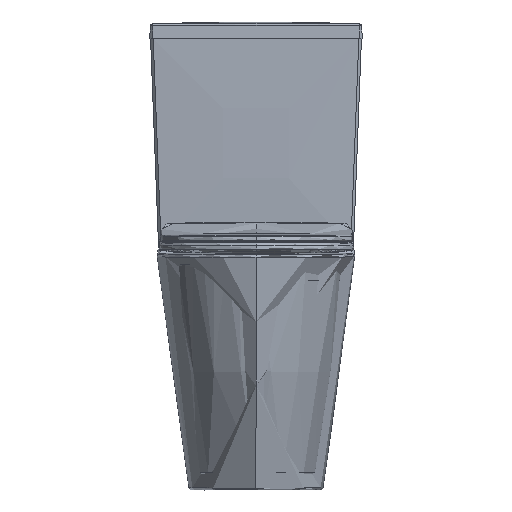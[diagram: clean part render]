
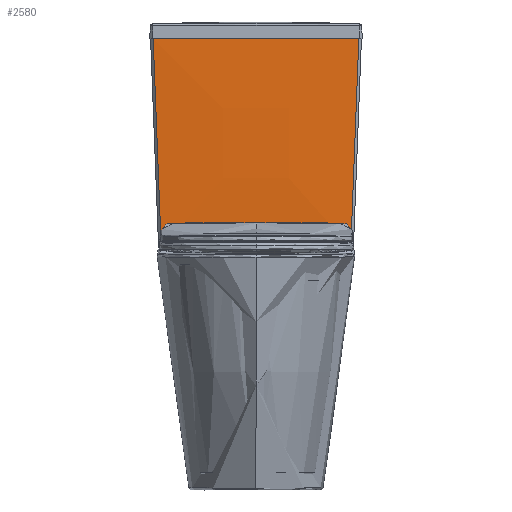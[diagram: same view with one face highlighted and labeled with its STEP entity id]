
A CAD part, front view. The second image highlights one B-rep face of the part: STEP entity #2580.
In plain terms, the highlighted free-form (B-spline) face has degree [3, 3] with [4, 4] control points.
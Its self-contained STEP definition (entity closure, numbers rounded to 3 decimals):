
#351=B_SPLINE_SURFACE_WITH_KNOTS('',3,3,((#150363,#150364,#150365,#150366),
(#150367,#150368,#150369,#150370),(#150371,#150372,#150373,#150374),(#150375,
#150376,#150377,#150378)),.UNSPECIFIED.,.F.,.F.,.F.,(4,4),(4,4),(0.,402.844),
(0.,396.436),.UNSPECIFIED.);
#2580=ADVANCED_FACE('',(#4583),#351,.T.);
#4583=FACE_OUTER_BOUND('',#6652,.T.);
#6652=EDGE_LOOP('',(#16578,#16579,#16580,#16581));
#16578=ORIENTED_EDGE('',*,*,#21551,.F.);
#16579=ORIENTED_EDGE('',*,*,#21559,.T.);
#16580=ORIENTED_EDGE('',*,*,#21412,.F.);
#16581=ORIENTED_EDGE('',*,*,#21560,.F.);
#21412=EDGE_CURVE('',#29476,#29477,#25353,.T.);
#21551=EDGE_CURVE('',#29566,#29567,#25439,.T.);
#21559=EDGE_CURVE('',#29566,#29477,#25444,.T.);
#21560=EDGE_CURVE('',#29567,#29476,#25445,.T.);
#25353=B_SPLINE_CURVE_WITH_KNOTS('',3,(#150518,#150519,#150520,#150521),
 .UNSPECIFIED.,.F.,.F.,(4,4),(0.,380.6),.UNSPECIFIED.);
#25439=B_SPLINE_CURVE_WITH_KNOTS('',3,(#151070,#151071,#151072,#151073),
 .UNSPECIFIED.,.F.,.F.,(4,4),(0.,350.876),.UNSPECIFIED.);
#25444=B_SPLINE_CURVE_WITH_KNOTS('',3,(#151104,#151105,#151106,#151107,
#151108,#151109,#151110),.UNSPECIFIED.,.F.,.F.,(4,1,1,1,4),(0.,96.835,
193.671,290.506,387.341),.UNSPECIFIED.);
#25445=B_SPLINE_CURVE_WITH_KNOTS('',3,(#151111,#151112,#151113,#151114,
#151115,#151116,#151117),.UNSPECIFIED.,.F.,.F.,(4,1,1,1,4),(-387.341,
-290.506,-193.671,-96.835,0.),.UNSPECIFIED.);
#29476=VERTEX_POINT('',#150393);
#29477=VERTEX_POINT('',#150394);
#29566=VERTEX_POINT('',#150483);
#29567=VERTEX_POINT('',#150484);
#150363=CARTESIAN_POINT('',(-198.104,7.741,142.964));
#150364=CARTESIAN_POINT('',(-66.111,7.741,148.451));
#150365=CARTESIAN_POINT('',(66.111,7.741,148.451));
#150366=CARTESIAN_POINT('',(198.104,7.741,142.964));
#150367=CARTESIAN_POINT('',(-192.869,-126.432,141.587));
#150368=CARTESIAN_POINT('',(-64.368,-126.432,147.074));
#150369=CARTESIAN_POINT('',(64.368,-126.432,147.074));
#150370=CARTESIAN_POINT('',(192.869,-126.432,141.587));
#150371=CARTESIAN_POINT('',(-187.635,-260.604,140.211));
#150372=CARTESIAN_POINT('',(-62.625,-260.604,145.698));
#150373=CARTESIAN_POINT('',(62.625,-260.604,145.698));
#150374=CARTESIAN_POINT('',(187.635,-260.604,140.211));
#150375=CARTESIAN_POINT('',(-182.4,-394.776,138.835));
#150376=CARTESIAN_POINT('',(-60.883,-394.776,144.322));
#150377=CARTESIAN_POINT('',(60.883,-394.776,144.322));
#150378=CARTESIAN_POINT('',(182.4,-394.776,138.835));
#150393=CARTESIAN_POINT('',(-190.199,0.,143.195));
#150394=CARTESIAN_POINT('',(190.199,0.,143.195));
#150483=CARTESIAN_POINT('',(175.329,-387.036,139.24));
#150484=CARTESIAN_POINT('',(-175.329,-387.036,139.24));
#150518=CARTESIAN_POINT('',(-190.199,0.,143.195));
#150519=CARTESIAN_POINT('',(-63.467,0.,148.268));
#150520=CARTESIAN_POINT('',(63.467,0.,148.268));
#150521=CARTESIAN_POINT('',(190.199,0.,143.195));
#151070=CARTESIAN_POINT('',(175.329,-387.036,139.24));
#151071=CARTESIAN_POINT('',(58.516,-387.036,144.293));
#151072=CARTESIAN_POINT('',(-58.516,-387.036,144.293));
#151073=CARTESIAN_POINT('',(-175.329,-387.036,139.24));
#151104=CARTESIAN_POINT('',(175.329,-387.036,139.24));
#151105=CARTESIAN_POINT('',(176.467,-357.413,139.543));
#151106=CARTESIAN_POINT('',(178.779,-297.222,140.158));
#151107=CARTESIAN_POINT('',(182.314,-205.218,141.098));
#151108=CARTESIAN_POINT('',(186.044,-108.128,142.09));
#151109=CARTESIAN_POINT('',(188.779,-36.948,142.817));
#151110=CARTESIAN_POINT('',(190.199,0.,143.195));
#151111=CARTESIAN_POINT('',(-175.329,-387.036,139.24));
#151112=CARTESIAN_POINT('',(-176.467,-357.413,139.543));
#151113=CARTESIAN_POINT('',(-178.779,-297.222,140.158));
#151114=CARTESIAN_POINT('',(-182.314,-205.219,141.098));
#151115=CARTESIAN_POINT('',(-186.044,-108.13,142.09));
#151116=CARTESIAN_POINT('',(-188.779,-36.949,142.817));
#151117=CARTESIAN_POINT('',(-190.199,0.,143.195));
